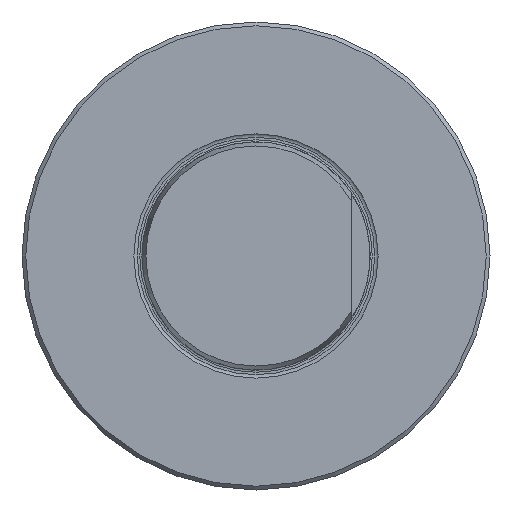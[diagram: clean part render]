
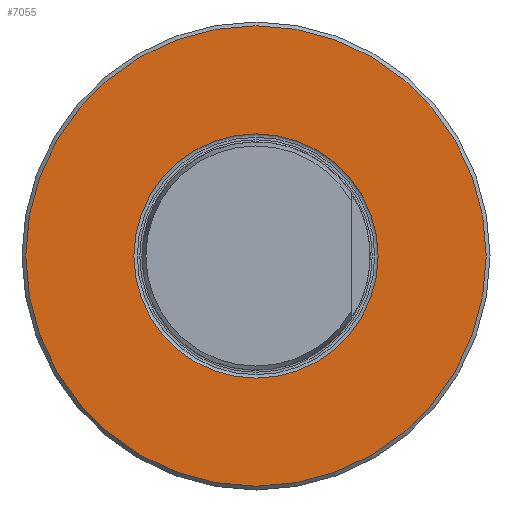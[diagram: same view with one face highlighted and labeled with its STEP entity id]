
A CAD part, front view. The second image highlights one B-rep face of the part: STEP entity #7055.
In plain terms, the highlighted planar face has unit normal (0, -1, 0).
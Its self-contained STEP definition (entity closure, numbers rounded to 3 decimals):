
#323 = DIRECTION ( 'NONE',  ( 0., -1., 0. ) ) ;
#1721 = CIRCLE ( 'NONE', #7313, 60.5 ) ;
#2273 = DIRECTION ( 'NONE',  ( -1., 0., 0. ) ) ;
#3477 = CARTESIAN_POINT ( 'NONE',  ( 32.095, 0., 0. ) ) ;
#3521 = EDGE_CURVE ( 'NONE', #3540, #3540, #4081, .T. ) ;
#3540 = VERTEX_POINT ( 'NONE', #3477 ) ;
#3805 = EDGE_LOOP ( 'NONE', ( #4936 ) ) ;
#4081 = CIRCLE ( 'NONE', #10684, 32.095 ) ;
#4545 = AXIS2_PLACEMENT_3D ( 'NONE', #7732, #10518, #10347 ) ;
#4936 = ORIENTED_EDGE ( 'NONE', *, *, #3521, .F. ) ;
#5377 = CARTESIAN_POINT ( 'NONE',  ( -60.5, 0., 0. ) ) ;
#5692 = DIRECTION ( 'NONE',  ( 1., 0., 0. ) ) ;
#5834 = FACE_BOUND ( 'NONE', #3805, .T. ) ;
#7055 = ADVANCED_FACE ( 'Defeature completata1_9', ( #10509, #5834 ), #9623, .T. ) ;
#7313 = AXIS2_PLACEMENT_3D ( 'NONE', #11589, #9714, #2273 ) ;
#7732 = CARTESIAN_POINT ( 'NONE',  ( -32.15, 0., 0. ) ) ;
#9594 = CARTESIAN_POINT ( 'NONE',  ( 0., 0., 0. ) ) ;
#9623 = PLANE ( 'NONE',  #4545 ) ;
#9714 = DIRECTION ( 'NONE',  ( 0., 1., 0. ) ) ;
#9729 = EDGE_LOOP ( 'NONE', ( #10852 ) ) ;
#10347 = DIRECTION ( 'NONE',  ( 1., 0., 0. ) ) ;
#10509 = FACE_OUTER_BOUND ( 'NONE', #9729, .T. ) ;
#10518 = DIRECTION ( 'NONE',  ( 0., -1., 0. ) ) ;
#10684 = AXIS2_PLACEMENT_3D ( 'NONE', #9594, #323, #5692 ) ;
#10845 = VERTEX_POINT ( 'NONE', #5377 ) ;
#10852 = ORIENTED_EDGE ( 'NONE', *, *, #11311, .F. ) ;
#11311 = EDGE_CURVE ( 'NONE', #10845, #10845, #1721, .T. ) ;
#11589 = CARTESIAN_POINT ( 'NONE',  ( 0., 0., 0. ) ) ;
